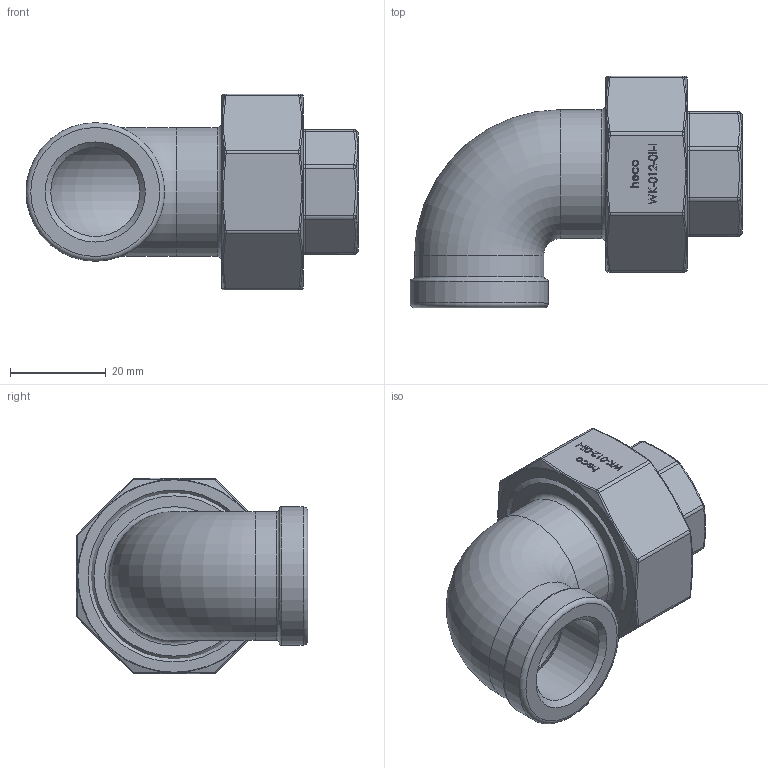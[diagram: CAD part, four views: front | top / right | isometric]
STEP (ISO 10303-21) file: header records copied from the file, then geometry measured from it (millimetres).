
FILE_DESCRIPTION (( 'STEP AP214' ), '1' );
FILE_NAME ('WK-012-0II-I Winkelverschraubung konisch 2202.STEP', '2022-02-17T10:13:11', ( '' ), ( '' ), 'SwSTEP 2.0', 'SolidWorks 2019', '' );
FILE_SCHEMA (( 'AUTOMOTIVE_DESIGN' ));
Length unit declared in the file: millimetre
Products named in the file (1): WK-012-0II-I Winkelverschraubung konisch 2202
Bounding box: 69.5 x 48.5 x 41 mm (x, y, z)
Volume: 31695.8 mm3; surface area: 19665.1 mm2
Topology: 3 solids, 3 shells, 311 faces, 745 edges, 467 vertices
Faces by surface type: plane 123, bspline 109, cylinder 36, torus 31, cone 12
Full cylindrical faces by diameter (mm): 18.631 x1, 18.64 x1, 22 x2, 27 x2, 29 x1, 29.5 x1, 30 x1, 33.5 x1, 33.84 x1, 36 x1
Entity records: 16923 total; most frequent: CARTESIAN_POINT 7211, ORIENTED_EDGE 1368, DIRECTION 1014, EDGE_CURVE 684, VERTEX_POINT 453, EDGE_LOOP 391, FACE_OUTER_BOUND 346, AXIS2_PLACEMENT_3D 344
